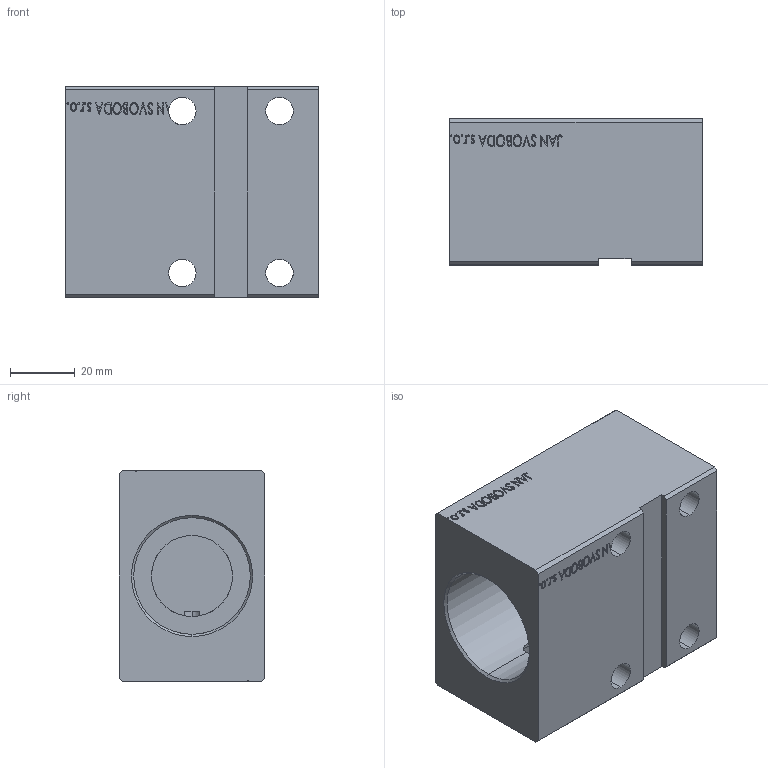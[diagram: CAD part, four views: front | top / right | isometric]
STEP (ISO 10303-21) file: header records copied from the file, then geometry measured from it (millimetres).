
FILE_DESCRIPTION (( 'STEP AP203' ), '1' );
FILE_NAME ('2b97.STEP', '2022-04-07T15:11:53', ( '' ), ( '' ), 'SwSTEP 2.0', 'SolidWorks 2019', '' );
FILE_SCHEMA (( 'CONFIG_CONTROL_DESIGN' ));
Products named in the file (1): 2b97
Bounding box: 78 x 45 x 65 mm (x, y, z)
Volume: 149861.7 mm3; surface area: 35494.5 mm2
Topology: 1 solids, 1 shells, 772 faces, 2020 edges, 1345 vertices
Faces by surface type: plane 372, bspline 370, cylinder 28, cone 2
Entity records: 41005 total; most frequent: CARTESIAN_POINT 24380, ORIENTED_EDGE 4040, DIRECTION 2138, EDGE_CURVE 2020, VERTEX_POINT 1345, VECTOR 1212, LINE 1212, EDGE_LOOP 881
